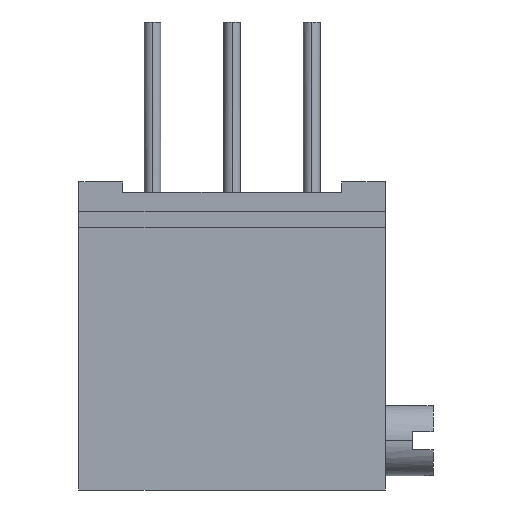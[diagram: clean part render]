
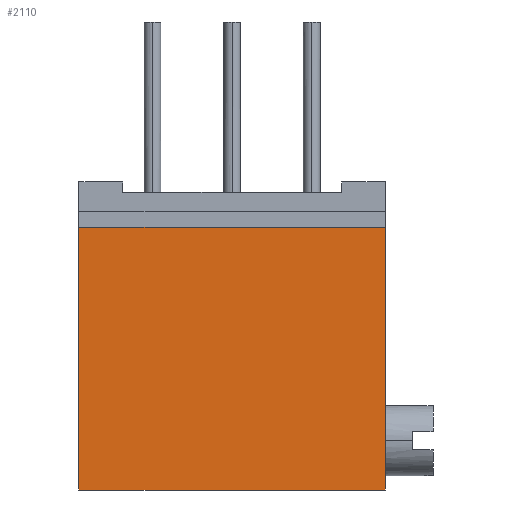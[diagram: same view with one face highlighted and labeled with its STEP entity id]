
A CAD part, front view. The second image highlights one B-rep face of the part: STEP entity #2110.
In plain terms, the highlighted planar face has unit normal (0, -1, 0).
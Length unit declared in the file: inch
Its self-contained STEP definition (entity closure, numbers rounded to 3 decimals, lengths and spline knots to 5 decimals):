
#727=DIRECTION('',(1.,0.,0.));
#728=VECTOR('',#727,0.385);
#729=CARTESIAN_POINT('',(-0.1925,0.,0.144));
#730=LINE('',#729,#728);
#731=DIRECTION('',(0.,0.,-1.));
#732=VECTOR('',#731,0.33);
#733=CARTESIAN_POINT('',(0.1925,0.,0.144));
#734=LINE('',#733,#732);
#735=DIRECTION('',(-1.,0.,0.));
#736=VECTOR('',#735,0.385);
#737=CARTESIAN_POINT('',(0.1925,0.,-0.186));
#738=LINE('',#737,#736);
#739=DIRECTION('',(0.,0.,1.));
#740=VECTOR('',#739,0.33);
#741=CARTESIAN_POINT('',(-0.1925,0.,-0.186));
#742=LINE('',#741,#740);
#864=CARTESIAN_POINT('',(0.1925,0.,-0.186));
#865=CARTESIAN_POINT('',(-0.1925,0.,-0.186));
#866=VERTEX_POINT('',#864);
#867=VERTEX_POINT('',#865);
#880=CARTESIAN_POINT('',(-0.1925,0.,0.144));
#881=CARTESIAN_POINT('',(0.1925,0.,0.144));
#882=VERTEX_POINT('',#880);
#883=VERTEX_POINT('',#881);
#2097=CARTESIAN_POINT('',(0.,0.,0.));
#2098=DIRECTION('',(0.,1.,0.));
#2099=DIRECTION('',(1.,0.,0.));
#2100=AXIS2_PLACEMENT_3D('',#2097,#2098,#2099);
#2101=PLANE('',#2100);
#2102=ORIENTED_EDGE('',*,*,#2087,.T.);
#2104=ORIENTED_EDGE('',*,*,#2103,.T.);
#2106=ORIENTED_EDGE('',*,*,#2105,.T.);
#2107=ORIENTED_EDGE('',*,*,#2068,.T.);
#2108=EDGE_LOOP('',(#2102,#2104,#2106,#2107));
#2109=FACE_OUTER_BOUND('',#2108,.F.);
#2110=ADVANCED_FACE('',(#2109),#2101,.F.);
#2068=EDGE_CURVE('',#867,#882,#742,.T.);
#2087=EDGE_CURVE('',#882,#883,#730,.T.);
#2103=EDGE_CURVE('',#883,#866,#734,.T.);
#2105=EDGE_CURVE('',#866,#867,#738,.T.);
